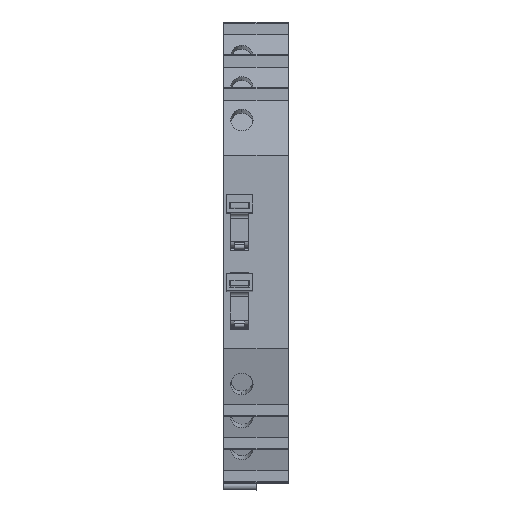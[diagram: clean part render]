
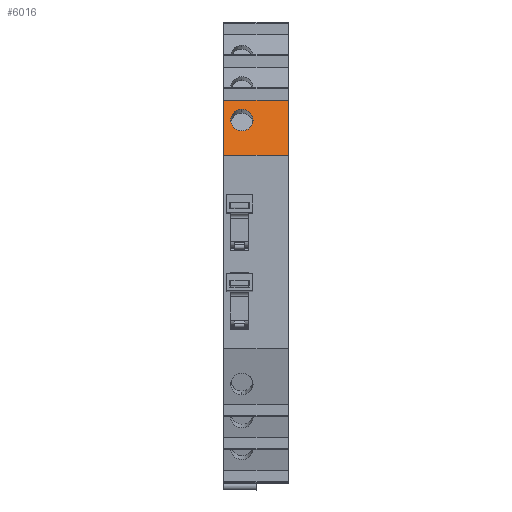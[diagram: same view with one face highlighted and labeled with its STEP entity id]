
A CAD part, top view. The second image highlights one B-rep face of the part: STEP entity #6016.
In plain terms, the highlighted planar face has unit normal (0, 0.242, 0.97).
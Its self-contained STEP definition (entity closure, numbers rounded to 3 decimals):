
#5946=AXIS2_PLACEMENT_3D('Plane Axis2P3D',#5943,#5944,#5945) ;
#5968=AXIS2_PLACEMENT_3D('Circle Axis2P3D',#5966,#5967,$) ;
#5977=AXIS2_PLACEMENT_3D('Circle Axis2P3D',#5975,#5976,$) ;
#5984=AXIS2_PLACEMENT_3D('Circle Axis2P3D',#5982,#5983,$) ;
#5991=AXIS2_PLACEMENT_3D('Circle Axis2P3D',#5989,#5990,$) ;
#5998=AXIS2_PLACEMENT_3D('Circle Axis2P3D',#5996,#5997,$) ;
#6005=AXIS2_PLACEMENT_3D('Circle Axis2P3D',#6003,#6004,$) ;
#1299=CARTESIAN_POINT('Vertex',(0.,62.89,79.544)) ;
#1302=CARTESIAN_POINT('Line Origine',(0.,68.112,78.242)) ;
#1306=CARTESIAN_POINT('Vertex',(0.,73.334,76.94)) ;
#5839=CARTESIAN_POINT('Line Origine',(6.1,62.89,79.544)) ;
#5843=CARTESIAN_POINT('Vertex',(12.2,62.89,79.544)) ;
#5943=CARTESIAN_POINT('Axis2P3D Location',(0.,62.89,79.544)) ;
#5948=CARTESIAN_POINT('Line Origine',(6.1,73.334,76.94)) ;
#5952=CARTESIAN_POINT('Vertex',(12.2,73.334,76.94)) ;
#5955=CARTESIAN_POINT('Line Origine',(12.2,68.112,78.242)) ;
#5966=CARTESIAN_POINT('Axis2P3D Location',(3.45,69.551,77.883)) ;
#5970=CARTESIAN_POINT('Vertex',(4.645,71.227,77.465)) ;
#5972=CARTESIAN_POINT('Vertex',(3.45,71.589,77.375)) ;
#5975=CARTESIAN_POINT('Axis2P3D Location',(3.45,69.551,77.883)) ;
#5979=CARTESIAN_POINT('Vertex',(5.55,69.551,77.883)) ;
#5982=CARTESIAN_POINT('Axis2P3D Location',(3.45,69.551,77.883)) ;
#5986=CARTESIAN_POINT('Vertex',(4.645,67.876,78.301)) ;
#5989=CARTESIAN_POINT('Axis2P3D Location',(3.45,69.551,77.883)) ;
#5993=CARTESIAN_POINT('Vertex',(3.45,67.514,78.391)) ;
#5996=CARTESIAN_POINT('Axis2P3D Location',(3.45,69.551,77.883)) ;
#6000=CARTESIAN_POINT('Vertex',(1.35,69.551,77.883)) ;
#6003=CARTESIAN_POINT('Axis2P3D Location',(3.45,69.551,77.883)) ;
#1303=DIRECTION('Vector Direction',(0.,0.97,-0.242)) ;
#5840=DIRECTION('Vector Direction',(1.,0.,0.)) ;
#5944=DIRECTION('Axis2P3D Direction',(0.,-0.242,-0.97)) ;
#5945=DIRECTION('Axis2P3D XDirection',(0.,0.97,-0.242)) ;
#5949=DIRECTION('Vector Direction',(1.,0.,0.)) ;
#5956=DIRECTION('Vector Direction',(0.,-0.97,0.242)) ;
#5967=DIRECTION('Axis2P3D Direction',(0.,-0.242,-0.97)) ;
#5976=DIRECTION('Axis2P3D Direction',(0.,-0.242,-0.97)) ;
#5983=DIRECTION('Axis2P3D Direction',(0.,-0.242,-0.97)) ;
#5990=DIRECTION('Axis2P3D Direction',(0.,-0.242,-0.97)) ;
#5997=DIRECTION('Axis2P3D Direction',(0.,-0.242,-0.97)) ;
#6004=DIRECTION('Axis2P3D Direction',(0.,-0.242,-0.97)) ;
#1304=VECTOR('Line Direction',#1303,1.) ;
#5841=VECTOR('Line Direction',#5840,1.) ;
#5950=VECTOR('Line Direction',#5949,1.) ;
#5957=VECTOR('Line Direction',#5956,1.) ;
#5961=ORIENTED_EDGE('',*,*,#5954,.F.) ;
#5962=ORIENTED_EDGE('',*,*,#1308,.F.) ;
#5963=ORIENTED_EDGE('',*,*,#5845,.T.) ;
#5964=ORIENTED_EDGE('',*,*,#5959,.F.) ;
#6009=ORIENTED_EDGE('',*,*,#5974,.F.) ;
#6010=ORIENTED_EDGE('',*,*,#5981,.F.) ;
#6011=ORIENTED_EDGE('',*,*,#5988,.F.) ;
#6012=ORIENTED_EDGE('',*,*,#5995,.F.) ;
#6013=ORIENTED_EDGE('',*,*,#6002,.F.) ;
#6014=ORIENTED_EDGE('',*,*,#6007,.F.) ;
#6015=FACE_BOUND('',#6008,.T.) ;
#6016=ADVANCED_FACE('GEHAEUSE',(#5965,#6015),#5947,.F.) ;
#5969=CIRCLE('generated circle',#5968,2.1) ;
#5978=CIRCLE('generated circle',#5977,2.1) ;
#5985=CIRCLE('generated circle',#5984,2.1) ;
#5992=CIRCLE('generated circle',#5991,2.1) ;
#5999=CIRCLE('generated circle',#5998,2.1) ;
#6006=CIRCLE('generated circle',#6005,2.1) ;
#1308=EDGE_CURVE('',#1300,#1307,#1305,.T.) ;
#5845=EDGE_CURVE('',#1300,#5844,#5842,.T.) ;
#5954=EDGE_CURVE('',#1307,#5953,#5951,.T.) ;
#5959=EDGE_CURVE('',#5953,#5844,#5958,.T.) ;
#5974=EDGE_CURVE('',#5971,#5973,#5969,.F.) ;
#5981=EDGE_CURVE('',#5980,#5971,#5978,.F.) ;
#5988=EDGE_CURVE('',#5987,#5980,#5985,.F.) ;
#5995=EDGE_CURVE('',#5994,#5987,#5992,.F.) ;
#6002=EDGE_CURVE('',#6001,#5994,#5999,.F.) ;
#6007=EDGE_CURVE('',#5973,#6001,#6006,.F.) ;
#5960=EDGE_LOOP('',(#5961,#5962,#5963,#5964)) ;
#6008=EDGE_LOOP('',(#6009,#6010,#6011,#6012,#6013,#6014)) ;
#5965=FACE_OUTER_BOUND('',#5960,.T.) ;
#1305=LINE('Line',#1302,#1304) ;
#5842=LINE('Line',#5839,#5841) ;
#5951=LINE('Line',#5948,#5950) ;
#5958=LINE('Line',#5955,#5957) ;
#5947=PLANE('',#5946) ;
#1300=VERTEX_POINT('',#1299) ;
#1307=VERTEX_POINT('',#1306) ;
#5844=VERTEX_POINT('',#5843) ;
#5953=VERTEX_POINT('',#5952) ;
#5971=VERTEX_POINT('',#5970) ;
#5973=VERTEX_POINT('',#5972) ;
#5980=VERTEX_POINT('',#5979) ;
#5987=VERTEX_POINT('',#5986) ;
#5994=VERTEX_POINT('',#5993) ;
#6001=VERTEX_POINT('',#6000) ;
